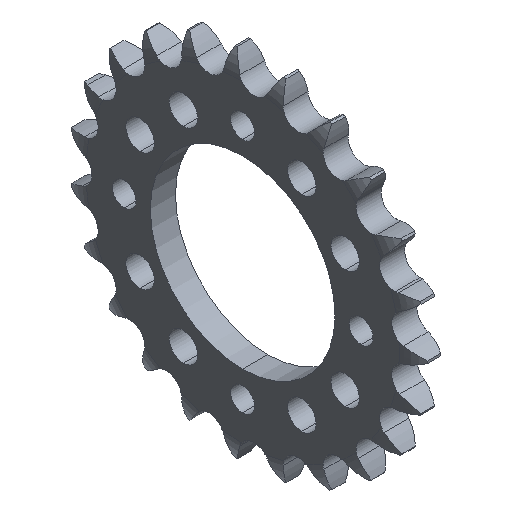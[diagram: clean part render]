
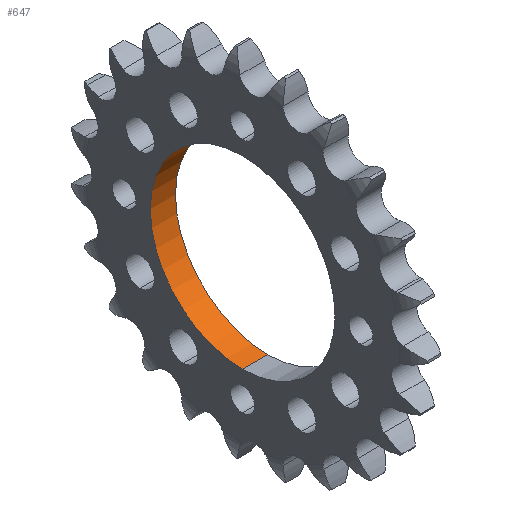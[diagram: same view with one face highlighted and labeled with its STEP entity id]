
A CAD part, isometric view. The second image highlights one B-rep face of the part: STEP entity #647.
In plain terms, the highlighted cylindrical face has radius 19.5 mm (diameter 39 mm), a partial arc.
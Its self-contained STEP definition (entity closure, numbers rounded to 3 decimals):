
#103 = DIRECTION ( 'NONE',  ( 1., 0., 0. ) ) ;
#508 = DIRECTION ( 'NONE',  ( 0., 0., -1. ) ) ;
#573 = EDGE_CURVE ( 'NONE', #2347, #1891, #2352, .T. ) ;
#598 = VECTOR ( 'NONE', #5442, 1000. ) ;
#647 = ADVANCED_FACE ( 'NONE', ( #1663 ), #6473, .F. ) ;
#674 = LINE ( 'NONE', #926, #598 ) ;
#786 = CIRCLE ( 'NONE', #5248, 19.5 ) ;
#926 = CARTESIAN_POINT ( 'NONE',  ( -4.68, 0., -19.5 ) ) ;
#1663 = FACE_OUTER_BOUND ( 'NONE', #5352, .T. ) ;
#1720 = CARTESIAN_POINT ( 'NONE',  ( -4.68, 0., 19.5 ) ) ;
#1891 = VERTEX_POINT ( 'NONE', #2724 ) ;
#1894 = DIRECTION ( 'NONE',  ( 1., 0., 0. ) ) ;
#1926 = EDGE_CURVE ( 'NONE', #6283, #6180, #674, .T. ) ;
#2263 = EDGE_CURVE ( 'NONE', #6180, #1891, #786, .T. ) ;
#2347 = VERTEX_POINT ( 'NONE', #4254 ) ;
#2352 = LINE ( 'NONE', #1720, #3895 ) ;
#2567 = ORIENTED_EDGE ( 'NONE', *, *, #2263, .T. ) ;
#2724 = CARTESIAN_POINT ( 'NONE',  ( 5.32, 0., 19.5 ) ) ;
#2954 = CARTESIAN_POINT ( 'NONE',  ( 5.32, 0., 0. ) ) ;
#3238 = CARTESIAN_POINT ( 'NONE',  ( 0., 0., 0. ) ) ;
#3317 = CARTESIAN_POINT ( 'NONE',  ( 5.32, 0., -19.5 ) ) ;
#3564 = ORIENTED_EDGE ( 'NONE', *, *, #6237, .F. ) ;
#3696 = DIRECTION ( 'NONE',  ( 1., 0., 0. ) ) ;
#3780 = AXIS2_PLACEMENT_3D ( 'NONE', #3238, #3696, #5038 ) ;
#3895 = VECTOR ( 'NONE', #4330, 1000. ) ;
#4254 = CARTESIAN_POINT ( 'NONE',  ( 0., 0., 19.5 ) ) ;
#4289 = AXIS2_PLACEMENT_3D ( 'NONE', #5540, #103, #5654 ) ;
#4330 = DIRECTION ( 'NONE',  ( 1., 0., 0. ) ) ;
#4646 = CIRCLE ( 'NONE', #3780, 19.5 ) ;
#4926 = ORIENTED_EDGE ( 'NONE', *, *, #1926, .T. ) ;
#5038 = DIRECTION ( 'NONE',  ( 0., 0., -1. ) ) ;
#5248 = AXIS2_PLACEMENT_3D ( 'NONE', #2954, #1894, #508 ) ;
#5352 = EDGE_LOOP ( 'NONE', ( #5428, #3564, #4926, #2567 ) ) ;
#5428 = ORIENTED_EDGE ( 'NONE', *, *, #573, .F. ) ;
#5442 = DIRECTION ( 'NONE',  ( 1., 0., 0. ) ) ;
#5540 = CARTESIAN_POINT ( 'NONE',  ( -4.68, 0., 0. ) ) ;
#5654 = DIRECTION ( 'NONE',  ( 0., 0., -1. ) ) ;
#6047 = CARTESIAN_POINT ( 'NONE',  ( 0., 0., -19.5 ) ) ;
#6180 = VERTEX_POINT ( 'NONE', #3317 ) ;
#6237 = EDGE_CURVE ( 'NONE', #6283, #2347, #4646, .T. ) ;
#6283 = VERTEX_POINT ( 'NONE', #6047 ) ;
#6473 = CYLINDRICAL_SURFACE ( 'NONE', #4289, 19.5 ) ;
